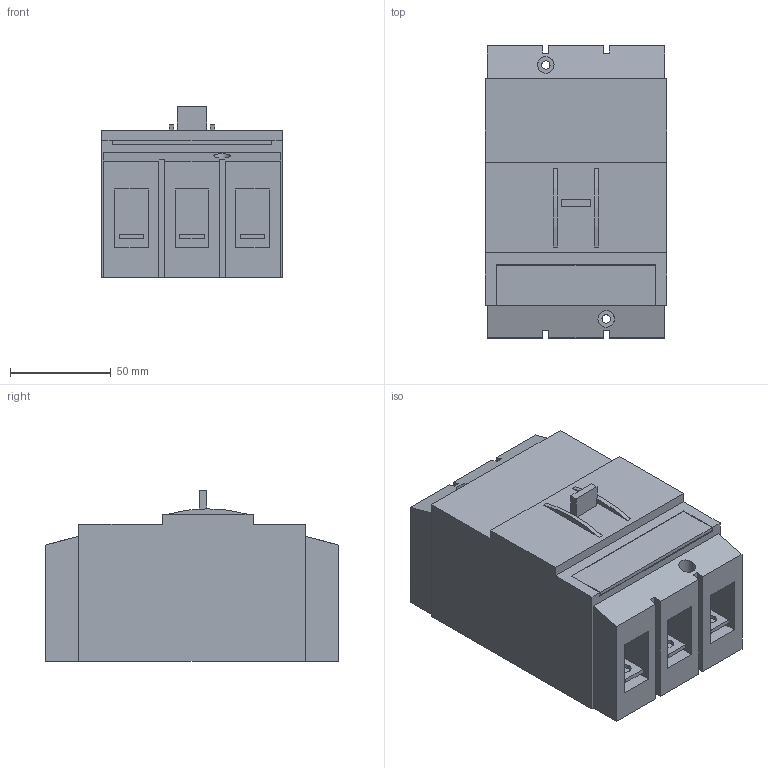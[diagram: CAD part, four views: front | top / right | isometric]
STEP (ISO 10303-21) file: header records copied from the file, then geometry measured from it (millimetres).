
FILE_DESCRIPTION( ( 'STEP AP203' ), ' ' );
FILE_NAME( '259080.stp', '2018-05-08T08:25:31', ( '' ), ( '' ), ' ', 'PARTsolutions', ' ' );
FILE_SCHEMA( ( 'CONFIG_CONTROL_DESIGN' ) );
Length unit declared in the file: millimetre
Products named in the file (4): 259080; _nzm1_3p_p1; _nzm1_3p_p2; _nzm1_3p_p3
Assembly tree (4 placements, depth 2):
  259080
    _nzm1_3p_p1
    _nzm1_3p_p2  x2
    _nzm1_3p_p3
Bounding box: 90 x 145 x 84.52 mm (x, y, z)
Volume: 828516.1 mm3; surface area: 90325.9 mm2
Topology: 4 solids, 4 shells, 127 faces, 327 edges, 218 vertices
Faces by surface type: plane 115, cylinder 12
Full cylindrical faces by diameter (mm): 4.2 x2, 6.5 x6, 8.2 x2
Entity records: 3040 total; most frequent: CARTESIAN_POINT 506, ORIENTED_EDGE 478, DIRECTION 465, EDGE_CURVE 239, LINE 219, VECTOR 219, VERTEX_POINT 164, EDGE_LOOP 135
